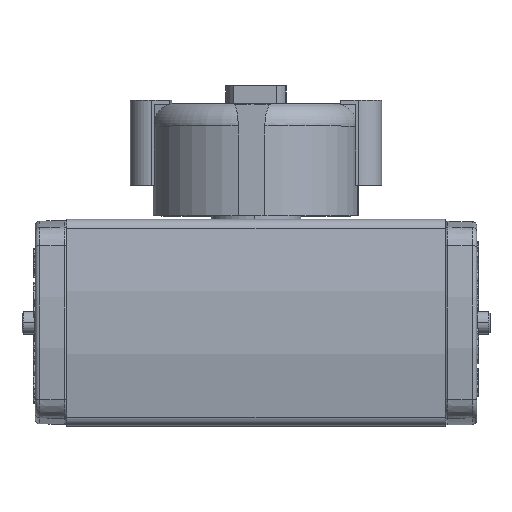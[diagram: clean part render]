
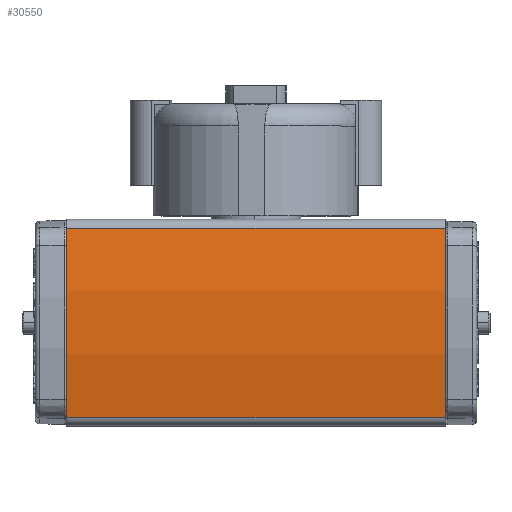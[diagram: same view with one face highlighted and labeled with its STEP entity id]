
A CAD part, top view. The second image highlights one B-rep face of the part: STEP entity #30550.
In plain terms, the highlighted cylindrical face has radius 102 mm (diameter 204 mm), a partial arc.
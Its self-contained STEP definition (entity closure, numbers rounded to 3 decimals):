
#5392 = CARTESIAN_POINT ( 'NONE',  ( -42.15, -20.812, 21.015 ) ) ;
#6781 = CARTESIAN_POINT ( 'NONE',  ( -42.15, -20.812, -21.015 ) ) ;
#6815 = CARTESIAN_POINT ( 'NONE',  ( 42.15, -20.812, 21.015 ) ) ;
#6835 = CARTESIAN_POINT ( 'NONE',  ( 42.15, -20.812, -21.015 ) ) ;
#7510 = ORIENTED_EDGE ( 'NONE', *, *, #46768, .T. ) ;
#7511 = ORIENTED_EDGE ( 'NONE', *, *, #46769, .F. ) ;
#7512 = ORIENTED_EDGE ( 'NONE', *, *, #46751, .F. ) ;
#7513 = ORIENTED_EDGE ( 'NONE', *, *, #46762, .T. ) ;
#8499 = EDGE_LOOP ( 'NONE', ( #7510, #7511, #7512, #7513 ) ) ;
#22507 = AXIS2_PLACEMENT_3D ( 'NONE', #48991, #48886, #48889 ) ;
#30550 = ADVANCED_FACE ( 'NONE', ( #50344 ), #50389, .T. ) ;
#34556 = AXIS2_PLACEMENT_3D ( 'NONE', #64946, #64935, #64934 ) ;
#34570 = AXIS2_PLACEMENT_3D ( 'NONE', #64865, #64844, #64843 ) ;
#46751 = EDGE_CURVE ( 'NONE', #63900, #63806, #61423, .T. ) ;
#46762 = EDGE_CURVE ( 'NONE', #63900, #65359, #61429, .T. ) ;
#46768 = EDGE_CURVE ( 'NONE', #65359, #63970, #61444, .T. ) ;
#46769 = EDGE_CURVE ( 'NONE', #63806, #63970, #61431, .T. ) ;
#48886 = DIRECTION ( 'NONE',  ( -1., 0., 0. ) ) ;
#48889 = DIRECTION ( 'NONE',  ( 0., 0., 1. ) ) ;
#48991 = CARTESIAN_POINT ( 'NONE',  ( 42.15, 79., 0. ) ) ;
#50344 = FACE_OUTER_BOUND ( 'NONE', #8499, .T. ) ;
#50389 = CYLINDRICAL_SURFACE ( 'NONE', #22507, 102. ) ;
#61423 = CIRCLE ( 'NONE', #34556, 102. ) ;
#61429 = LINE ( 'NONE', #64882, #61434 ) ;
#61431 = LINE ( 'NONE', #64841, #61442 ) ;
#61434 = VECTOR ( 'NONE', #64880, 1000. ) ;
#61442 = VECTOR ( 'NONE', #64839, 1000. ) ;
#61444 = CIRCLE ( 'NONE', #34570, 102. ) ;
#63806 = VERTEX_POINT ( 'NONE', #6835 ) ;
#63900 = VERTEX_POINT ( 'NONE', #6815 ) ;
#63970 = VERTEX_POINT ( 'NONE', #6781 ) ;
#64839 = DIRECTION ( 'NONE',  ( -1., 0., 0. ) ) ;
#64841 = CARTESIAN_POINT ( 'NONE',  ( 42.15, -20.812, -21.015 ) ) ;
#64843 = DIRECTION ( 'NONE',  ( 0., 0., -1. ) ) ;
#64844 = DIRECTION ( 'NONE',  ( 1., 0., 0. ) ) ;
#64865 = CARTESIAN_POINT ( 'NONE',  ( -42.15, 79., 0. ) ) ;
#64880 = DIRECTION ( 'NONE',  ( -1., 0., 0. ) ) ;
#64882 = CARTESIAN_POINT ( 'NONE',  ( 42.15, -20.812, 21.015 ) ) ;
#64934 = DIRECTION ( 'NONE',  ( 0., 0., -1. ) ) ;
#64935 = DIRECTION ( 'NONE',  ( 1., 0., 0. ) ) ;
#64946 = CARTESIAN_POINT ( 'NONE',  ( 42.15, 79., 0. ) ) ;
#65359 = VERTEX_POINT ( 'NONE', #5392 ) ;
